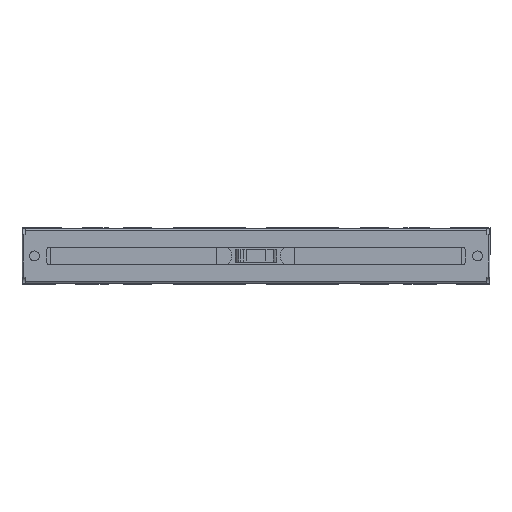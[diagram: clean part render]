
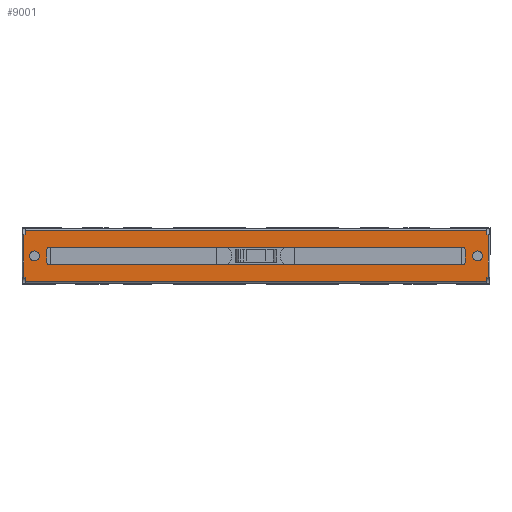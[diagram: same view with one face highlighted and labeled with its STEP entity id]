
A CAD part, top view. The second image highlights one B-rep face of the part: STEP entity #9001.
In plain terms, the highlighted planar face has unit normal (0, 0, 1).
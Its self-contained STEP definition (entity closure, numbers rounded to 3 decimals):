
#8705=CARTESIAN_POINT('',(-37.2,-3.4,5.3));
#8706=VERTEX_POINT('',#8705);
#8720=CARTESIAN_POINT('',(-37.2,3.4,5.3));
#8721=VERTEX_POINT('',#8720);
#8722=CARTESIAN_POINT('',(-37.2,-3.4,5.3));
#8723=DIRECTION('',(0.0,1.0,0.0));
#8724=VECTOR('',#8723,6.8);
#8725=LINE('',#8722,#8724);
#8726=EDGE_CURVE('',#8706,#8721,#8725,.T.);
#8779=CARTESIAN_POINT('',(-37.0,3.4,5.3));
#8780=VERTEX_POINT('',#8779);
#8781=CARTESIAN_POINT('',(-37.0,3.4,5.3));
#8782=DIRECTION('',(-1.0,0.0,0.0));
#8783=VECTOR('',#8782,0.2);
#8784=LINE('',#8781,#8783);
#8785=EDGE_CURVE('',#8780,#8721,#8784,.T.);
#8822=CARTESIAN_POINT('',(0.,-4.4,5.3));
#8823=DIRECTION('',(0.0,0.0,1.0));
#8824=DIRECTION('',(1.0,0.0,0.0));
#8825=AXIS2_PLACEMENT_3D('',#8822,#8823,#8824);
#8826=PLANE('',#8825);
#8827=ORIENTED_EDGE('',*,*,#8726,.F.);
#8828=CARTESIAN_POINT('',(-37.0,-3.4,5.3));
#8829=VERTEX_POINT('',#8828);
#8830=CARTESIAN_POINT('',(-37.2,-3.4,5.3));
#8831=DIRECTION('',(1.0,0.0,0.0));
#8832=VECTOR('',#8831,0.2);
#8833=LINE('',#8830,#8832);
#8834=EDGE_CURVE('',#8706,#8829,#8833,.T.);
#8835=ORIENTED_EDGE('',*,*,#8834,.T.);
#8836=CARTESIAN_POINT('',(-37.0,-4.1,5.3));
#8837=VERTEX_POINT('',#8836);
#8838=CARTESIAN_POINT('',(-37.0,-3.4,5.3));
#8839=DIRECTION('',(0.0,-1.0,0.0));
#8840=VECTOR('',#8839,0.7);
#8841=LINE('',#8838,#8840);
#8842=EDGE_CURVE('',#8829,#8837,#8841,.T.);
#8843=ORIENTED_EDGE('',*,*,#8842,.T.);
#8844=CARTESIAN_POINT('',(37.0,-4.1,5.3));
#8845=VERTEX_POINT('',#8844);
#8846=CARTESIAN_POINT('',(37.0,-4.1,5.3));
#8847=DIRECTION('',(-1.0,0.0,0.0));
#8848=VECTOR('',#8847,74.0);
#8849=LINE('',#8846,#8848);
#8850=EDGE_CURVE('',#8845,#8837,#8849,.T.);
#8851=ORIENTED_EDGE('',*,*,#8850,.F.);
#8852=CARTESIAN_POINT('',(37.0,-3.4,5.3));
#8853=VERTEX_POINT('',#8852);
#8854=CARTESIAN_POINT('',(37.0,-4.1,5.3));
#8855=DIRECTION('',(0.0,1.0,0.0));
#8856=VECTOR('',#8855,0.7);
#8857=LINE('',#8854,#8856);
#8858=EDGE_CURVE('',#8845,#8853,#8857,.T.);
#8859=ORIENTED_EDGE('',*,*,#8858,.T.);
#8860=CARTESIAN_POINT('',(37.2,-3.4,5.3));
#8861=VERTEX_POINT('',#8860);
#8862=CARTESIAN_POINT('',(37.0,-3.4,5.3));
#8863=DIRECTION('',(1.0,0.0,0.0));
#8864=VECTOR('',#8863,0.2);
#8865=LINE('',#8862,#8864);
#8866=EDGE_CURVE('',#8853,#8861,#8865,.T.);
#8867=ORIENTED_EDGE('',*,*,#8866,.T.);
#8868=CARTESIAN_POINT('',(37.2,3.4,5.3));
#8869=VERTEX_POINT('',#8868);
#8870=CARTESIAN_POINT('',(37.2,3.4,5.3));
#8871=DIRECTION('',(0.0,-1.0,0.0));
#8872=VECTOR('',#8871,6.8);
#8873=LINE('',#8870,#8872);
#8874=EDGE_CURVE('',#8869,#8861,#8873,.T.);
#8875=ORIENTED_EDGE('',*,*,#8874,.F.);
#8876=CARTESIAN_POINT('',(37.0,3.4,5.3));
#8877=VERTEX_POINT('',#8876);
#8878=CARTESIAN_POINT('',(37.2,3.4,5.3));
#8879=DIRECTION('',(-1.0,0.0,0.0));
#8880=VECTOR('',#8879,0.2);
#8881=LINE('',#8878,#8880);
#8882=EDGE_CURVE('',#8869,#8877,#8881,.T.);
#8883=ORIENTED_EDGE('',*,*,#8882,.T.);
#8884=CARTESIAN_POINT('',(37.0,4.1,5.3));
#8885=VERTEX_POINT('',#8884);
#8886=CARTESIAN_POINT('',(37.0,3.4,5.3));
#8887=DIRECTION('',(0.0,1.0,0.0));
#8888=VECTOR('',#8887,0.7);
#8889=LINE('',#8886,#8888);
#8890=EDGE_CURVE('',#8877,#8885,#8889,.T.);
#8891=ORIENTED_EDGE('',*,*,#8890,.T.);
#8892=CARTESIAN_POINT('',(-37.0,4.1,5.3));
#8893=VERTEX_POINT('',#8892);
#8894=CARTESIAN_POINT('',(-37.0,4.1,5.3));
#8895=DIRECTION('',(1.0,0.0,0.0));
#8896=VECTOR('',#8895,74.0);
#8897=LINE('',#8894,#8896);
#8898=EDGE_CURVE('',#8893,#8885,#8897,.T.);
#8899=ORIENTED_EDGE('',*,*,#8898,.F.);
#8900=CARTESIAN_POINT('',(-37.0,4.1,5.3));
#8901=DIRECTION('',(0.0,-1.0,0.0));
#8902=VECTOR('',#8901,0.7);
#8903=LINE('',#8900,#8902);
#8904=EDGE_CURVE('',#8893,#8780,#8903,.T.);
#8905=ORIENTED_EDGE('',*,*,#8904,.T.);
#8906=ORIENTED_EDGE('',*,*,#8785,.T.);
#8907=EDGE_LOOP('',(#8827,#8835,#8843,#8851,#8859,#8867,#8875,#8883,#8891,#8899,#8905,#8906));
#8908=FACE_OUTER_BOUND('',#8907,.T.);
#8909=CARTESIAN_POINT('',(-34.7,0.,5.3));
#8910=VERTEX_POINT('',#8909);
#8911=CARTESIAN_POINT('',(-35.5,0.,5.3));
#8912=DIRECTION('',(0.0,0.0,-1.0));
#8913=DIRECTION('',(-1.0,0.0,0.0));
#8914=AXIS2_PLACEMENT_3D('',#8911,#8912,#8913);
#8915=CIRCLE('',#8914,0.8);
#8916=EDGE_CURVE('',#8910,#8910,#8915,.T.);
#8917=ORIENTED_EDGE('',*,*,#8916,.T.);
#8918=EDGE_LOOP('',(#8917));
#8919=FACE_BOUND('',#8918,.T.);
#8920=CARTESIAN_POINT('',(36.3,0.,5.3));
#8921=VERTEX_POINT('',#8920);
#8922=CARTESIAN_POINT('',(35.5,0.,5.3));
#8923=DIRECTION('',(0.0,0.0,-1.0));
#8924=DIRECTION('',(-1.0,0.0,0.0));
#8925=AXIS2_PLACEMENT_3D('',#8922,#8923,#8924);
#8926=CIRCLE('',#8925,0.8);
#8927=EDGE_CURVE('',#8921,#8921,#8926,.T.);
#8928=ORIENTED_EDGE('',*,*,#8927,.T.);
#8929=EDGE_LOOP('',(#8928));
#8930=FACE_BOUND('',#8929,.T.);
#8931=CARTESIAN_POINT('',(-33.5,1.,5.3));
#8932=VERTEX_POINT('',#8931);
#8933=CARTESIAN_POINT('',(-33.1,1.4,5.3));
#8934=VERTEX_POINT('',#8933);
#8935=CARTESIAN_POINT('',(-33.1,1.,5.3));
#8936=DIRECTION('',(0.0,0.0,-1.0));
#8937=DIRECTION('',(0.0,-1.0,0.0));
#8938=AXIS2_PLACEMENT_3D('',#8935,#8936,#8937);
#8939=CIRCLE('',#8938,0.4);
#8940=EDGE_CURVE('',#8932,#8934,#8939,.T.);
#8941=ORIENTED_EDGE('',*,*,#8940,.T.);
#8942=CARTESIAN_POINT('',(33.1,1.4,5.3));
#8943=VERTEX_POINT('',#8942);
#8944=CARTESIAN_POINT('',(-33.1,1.4,5.3));
#8945=DIRECTION('',(1.0,0.0,0.0));
#8946=VECTOR('',#8945,66.2);
#8947=LINE('',#8944,#8946);
#8948=EDGE_CURVE('',#8934,#8943,#8947,.T.);
#8949=ORIENTED_EDGE('',*,*,#8948,.T.);
#8950=CARTESIAN_POINT('',(33.5,1.,5.3));
#8951=VERTEX_POINT('',#8950);
#8952=CARTESIAN_POINT('',(33.1,1.,5.3));
#8953=DIRECTION('',(0.0,0.0,-1.0));
#8954=DIRECTION('',(-1.0,0.0,0.0));
#8955=AXIS2_PLACEMENT_3D('',#8952,#8953,#8954);
#8956=CIRCLE('',#8955,0.4);
#8957=EDGE_CURVE('',#8943,#8951,#8956,.T.);
#8958=ORIENTED_EDGE('',*,*,#8957,.T.);
#8959=CARTESIAN_POINT('',(33.5,-1.,5.3));
#8960=VERTEX_POINT('',#8959);
#8961=CARTESIAN_POINT('',(33.5,1.,5.3));
#8962=DIRECTION('',(0.0,-1.0,0.0));
#8963=VECTOR('',#8962,2.);
#8964=LINE('',#8961,#8963);
#8965=EDGE_CURVE('',#8951,#8960,#8964,.T.);
#8966=ORIENTED_EDGE('',*,*,#8965,.T.);
#8967=CARTESIAN_POINT('',(33.1,-1.4,5.3));
#8968=VERTEX_POINT('',#8967);
#8969=CARTESIAN_POINT('',(33.1,-1.,5.3));
#8970=DIRECTION('',(0.0,0.0,-1.0));
#8971=DIRECTION('',(0.0,1.0,0.0));
#8972=AXIS2_PLACEMENT_3D('',#8969,#8970,#8971);
#8973=CIRCLE('',#8972,0.4);
#8974=EDGE_CURVE('',#8960,#8968,#8973,.T.);
#8975=ORIENTED_EDGE('',*,*,#8974,.T.);
#8976=CARTESIAN_POINT('',(-33.1,-1.4,5.3));
#8977=VERTEX_POINT('',#8976);
#8978=CARTESIAN_POINT('',(33.1,-1.4,5.3));
#8979=DIRECTION('',(-1.0,0.0,0.0));
#8980=VECTOR('',#8979,66.2);
#8981=LINE('',#8978,#8980);
#8982=EDGE_CURVE('',#8968,#8977,#8981,.T.);
#8983=ORIENTED_EDGE('',*,*,#8982,.T.);
#8984=CARTESIAN_POINT('',(-33.5,-1.,5.3));
#8985=VERTEX_POINT('',#8984);
#8986=CARTESIAN_POINT('',(-33.1,-1.,5.3));
#8987=DIRECTION('',(0.0,0.0,-1.0));
#8988=DIRECTION('',(1.0,0.0,0.0));
#8989=AXIS2_PLACEMENT_3D('',#8986,#8987,#8988);
#8990=CIRCLE('',#8989,0.4);
#8991=EDGE_CURVE('',#8977,#8985,#8990,.T.);
#8992=ORIENTED_EDGE('',*,*,#8991,.T.);
#8993=CARTESIAN_POINT('',(-33.5,-1.,5.3));
#8994=DIRECTION('',(0.0,1.0,0.0));
#8995=VECTOR('',#8994,2.);
#8996=LINE('',#8993,#8995);
#8997=EDGE_CURVE('',#8985,#8932,#8996,.T.);
#8998=ORIENTED_EDGE('',*,*,#8997,.T.);
#8999=EDGE_LOOP('',(#8941,#8949,#8958,#8966,#8975,#8983,#8992,#8998));
#9000=FACE_BOUND('',#8999,.T.);
#9001=ADVANCED_FACE('',(#8908,#8919,#8930,#9000),#8826,.T.);
